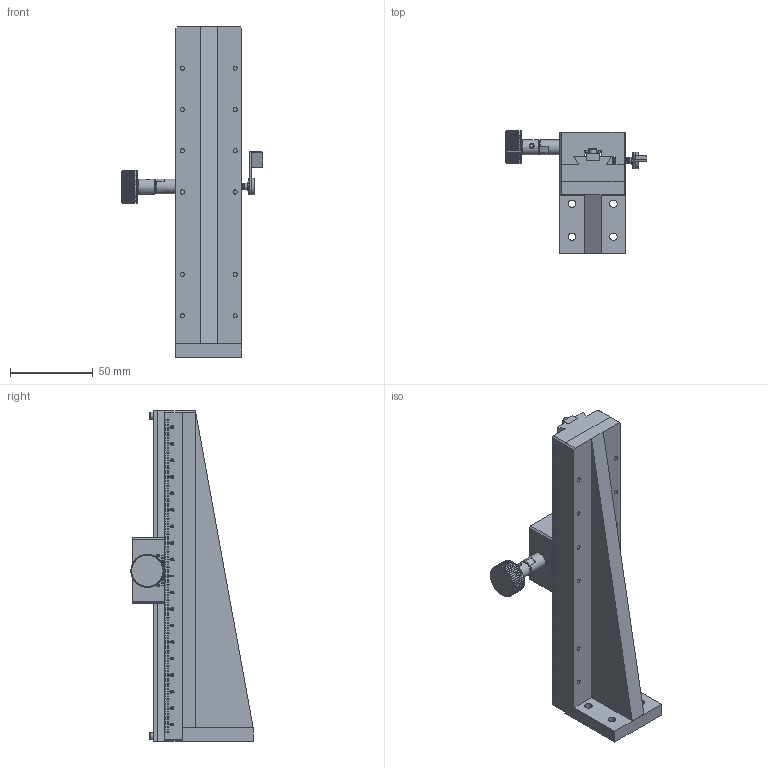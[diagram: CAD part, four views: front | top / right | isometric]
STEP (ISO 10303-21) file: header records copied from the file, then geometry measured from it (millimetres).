
FILE_DESCRIPTION (( 'STEP AP203' ), '1' );
FILE_NAME ('528792.STEP', '2024-10-15T03:07:17', ( 'Windows User' ), ( 'P R C' ), 'SwSTEP 2.0', 'SolidWorks 2020', '' );
FILE_SCHEMA (( 'CONFIG_CONTROL_DESIGN' ));
Length unit declared in the file: millimetre
Products named in the file (1): 528792
Bounding box: 85.49 x 74.06 x 200 mm (x, y, z)
Volume: 268926.1 mm3; surface area: 92561.9 mm2
Topology: 31 solids, 31 shells, 2906 faces, 7682 edges, 4951 vertices
Faces by surface type: plane 1872, bspline 473, cone 283, cylinder 278
Full cylindrical faces by diameter (mm): 2.05 x5, 2.2 x1, 2.5 x50, 2.9 x4, 3 x8, 3.3 x12, 4 x20, 4.1 x2, 4.5 x12, 5 x2, 5.5 x6, 6 x6, 7 x4, 7.4 x1, 8 x9, 9 x3, 10 x2
Entity records: 183365 total; most frequent: CARTESIAN_POINT 116873, ORIENTED_EDGE 14676, DIRECTION 11542, EDGE_CURVE 7338, VECTOR 5024, LINE 5024, VERTEX_POINT 4850, EDGE_LOOP 3346
